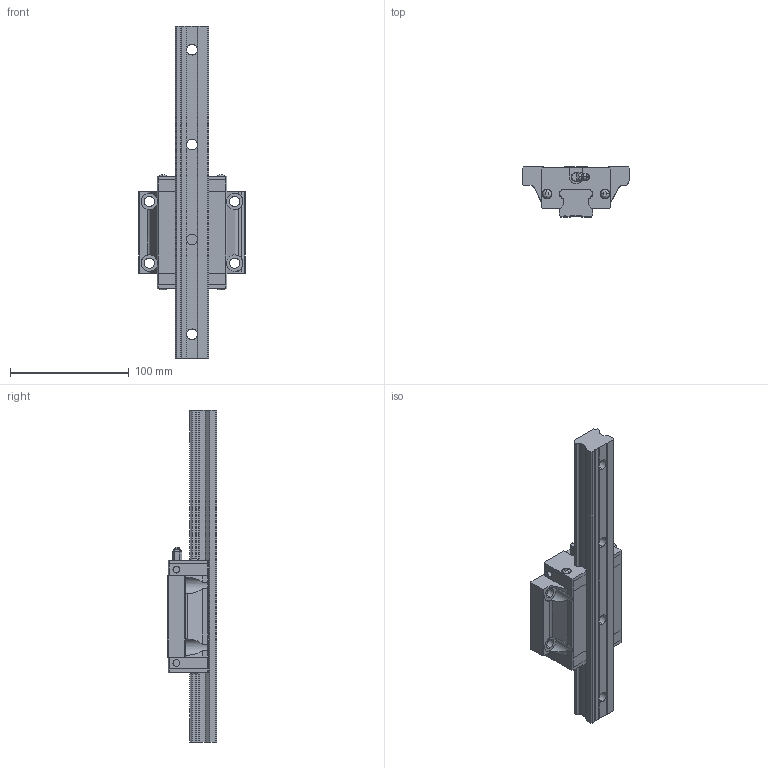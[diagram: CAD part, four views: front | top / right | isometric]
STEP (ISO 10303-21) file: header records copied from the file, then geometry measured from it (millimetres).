
FILE_DESCRIPTION (( 'STEP AP203' ), '1' );
FILE_NAME ('SBI 30 FLS.STEP', '2016-04-04T09:54:03', ( 'user' ), ( 'Microsoft' ), 'SwSTEP 2.0', 'SolidWorks 2013', '' );
FILE_SCHEMA (( 'CONFIG_CONTROL_DESIGN' ));
Length unit declared in the file: millimetre
Products named in the file (6): DEFAULT_3; DEFAULT_4; A2N; SBI 30 FLS; DEFAULT_1; DEFAULT_2
Assembly tree (7 placements, depth 2):
  SBI 30 FLS
    DEFAULT_1
    DEFAULT_2
    DEFAULT_3  x2
    DEFAULT_4  x2
    A2N
Bounding box: 90 x 42 x 280 mm (x, y, z)
Volume: 338974.5 mm3; surface area: 79589.1 mm2
Topology: 7 solids, 7 shells, 433 faces, 1187 edges, 774 vertices
Faces by surface type: plane 255, cylinder 146, cone 17, torus 8, bspline 7
Entity records: 11325 total; most frequent: CARTESIAN_POINT 2355, ORIENTED_EDGE 1762, DIRECTION 1710, EDGE_CURVE 881, VERTEX_POINT 580, AXIS2_PLACEMENT_3D 575, LINE 560, VECTOR 560
